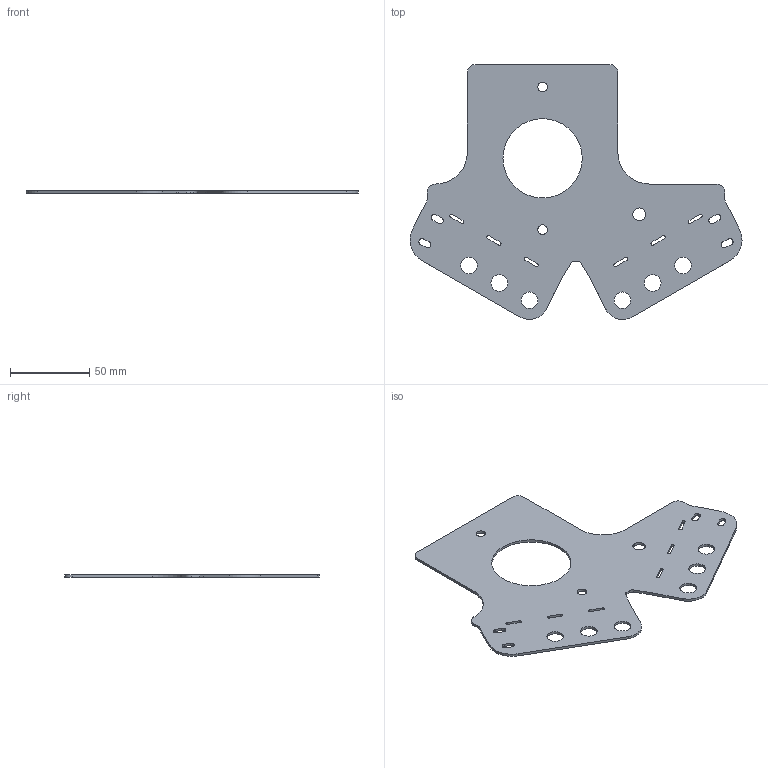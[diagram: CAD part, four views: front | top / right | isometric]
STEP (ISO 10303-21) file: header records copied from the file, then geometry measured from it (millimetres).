
FILE_DESCRIPTION (( 'STEP AP214' ), '1' );
FILE_NAME ('29 - front bracket(M900)(flat).STEP', '2016-11-26T22:41:40', ( '' ), ( '' ), 'SwSTEP 2.0', 'SolidWorks 2014', '' );
FILE_SCHEMA (( 'AUTOMOTIVE_DESIGN' ));
Length unit declared in the file: millimetre
Products named in the file (1): 29 - front bracket(M900)(flat)
Bounding box: 209.38 x 160.79 x 1.65 mm (x, y, z)
Volume: 29630.5 mm3; surface area: 38052.4 mm2
Topology: 1 solids, 1 shells, 117 faces, 345 edges, 230 vertices
Faces by surface type: cylinder 75, plane 42
Entity records: 4085 total; most frequent: DIRECTION 729, CARTESIAN_POINT 699, ORIENTED_EDGE 690, EDGE_CURVE 345, AXIS2_PLACEMENT_3D 268, VERTEX_POINT 230, VECTOR 193, LINE 193
